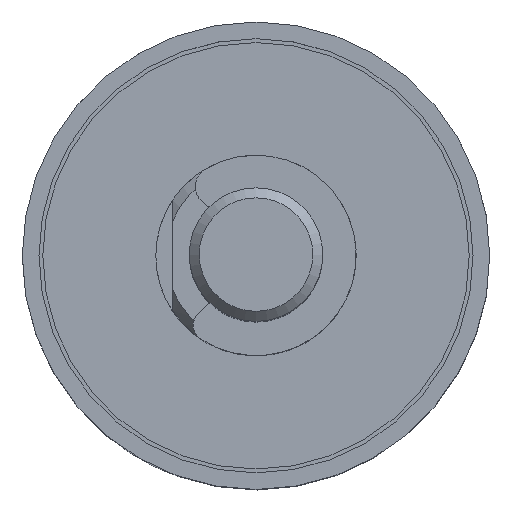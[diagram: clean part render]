
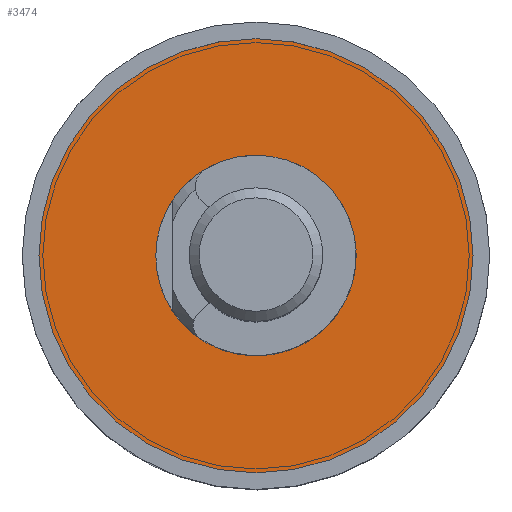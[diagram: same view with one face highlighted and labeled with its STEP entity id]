
A CAD part, top view. The second image highlights one B-rep face of the part: STEP entity #3474.
In plain terms, the highlighted planar face has unit normal (0, 0, 1).
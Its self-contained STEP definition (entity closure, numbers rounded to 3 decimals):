
#122 = CARTESIAN_POINT ( 'NONE',  ( 6.5, 0., 0.5 ) ) ;
#171 = ORIENTED_EDGE ( 'NONE', *, *, #7102, .T. ) ;
#260 = DIRECTION ( 'NONE',  ( 1., 0., 0. ) ) ;
#890 = CARTESIAN_POINT ( 'NONE',  ( 0., 0., 0.5 ) ) ;
#975 = VERTEX_POINT ( 'NONE', #122 ) ;
#1043 = DIRECTION ( 'NONE',  ( 1., 0., 0. ) ) ;
#1807 = CIRCLE ( 'NONE', #6302, 6.5 ) ;
#2032 = DIRECTION ( 'NONE',  ( 0., 0., 1. ) ) ;
#2092 = AXIS2_PLACEMENT_3D ( 'NONE', #3383, #3960, #1043 ) ;
#2245 = AXIS2_PLACEMENT_3D ( 'NONE', #890, #6155, #5028 ) ;
#3383 = CARTESIAN_POINT ( 'NONE',  ( 3., 0., 0.5 ) ) ;
#3474 = ADVANCED_FACE ( 'NONE', ( #3872, #7213 ), #6924, .T. ) ;
#3763 = CIRCLE ( 'NONE', #2245, 3. ) ;
#3837 = EDGE_CURVE ( 'NONE', #4377, #4377, #3763, .T. ) ;
#3872 = FACE_BOUND ( 'NONE', #5270, .T. ) ;
#3960 = DIRECTION ( 'NONE',  ( 0., 0., 1. ) ) ;
#4377 = VERTEX_POINT ( 'NONE', #5564 ) ;
#4384 = ORIENTED_EDGE ( 'NONE', *, *, #3837, .T. ) ;
#5028 = DIRECTION ( 'NONE',  ( -1., 0., 0. ) ) ;
#5270 = EDGE_LOOP ( 'NONE', ( #4384 ) ) ;
#5564 = CARTESIAN_POINT ( 'NONE',  ( -3., 0., 0.5 ) ) ;
#6155 = DIRECTION ( 'NONE',  ( 0., 0., -1. ) ) ;
#6302 = AXIS2_PLACEMENT_3D ( 'NONE', #7322, #2032, #260 ) ;
#6924 = PLANE ( 'NONE',  #2092 ) ;
#7102 = EDGE_CURVE ( 'NONE', #975, #975, #1807, .T. ) ;
#7213 = FACE_OUTER_BOUND ( 'NONE', #7272, .T. ) ;
#7272 = EDGE_LOOP ( 'NONE', ( #171 ) ) ;
#7322 = CARTESIAN_POINT ( 'NONE',  ( 0., 0., 0.5 ) ) ;
